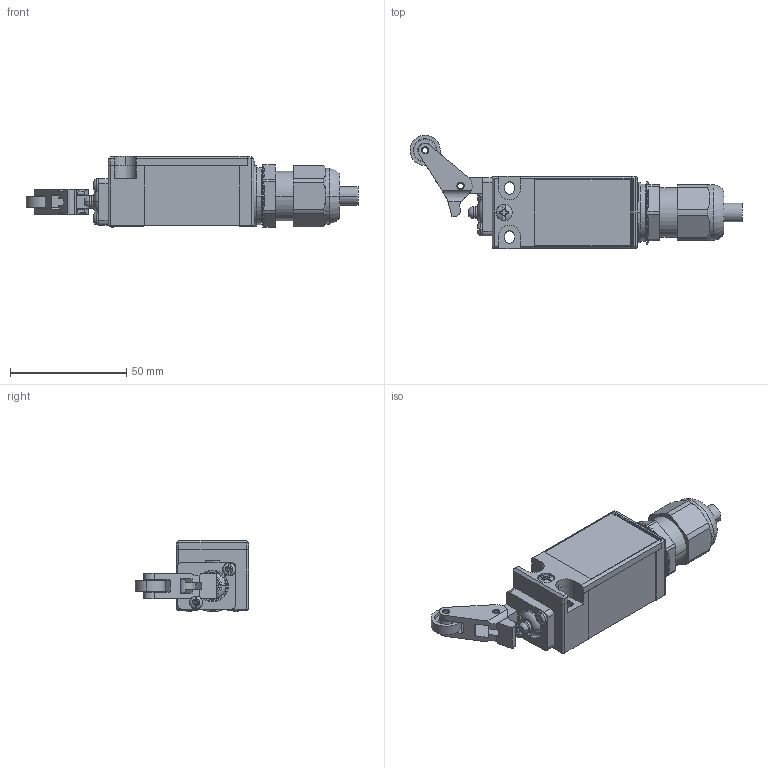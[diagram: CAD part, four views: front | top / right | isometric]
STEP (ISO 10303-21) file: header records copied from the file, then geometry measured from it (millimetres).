
FILE_DESCRIPTION (( 'STEP AP203' ), '1' );
FILE_NAME ('8060-1-_-WR-ap203.STEP', '2013-06-13T07:28:59', ( 'Admin' ), ( 'R. STAHL AG' ), 'SwSTEP 2.0', 'SolidWorks 2013', '' );
FILE_SCHEMA (( 'CONFIG_CONTROL_DESIGN' ));
Length unit declared in the file: millimetre
Products named in the file (24): 371_665_0_Hebel; 80_609_01_95_0_montiert in 80_600_06_76_0; 8060-1-_-WR-ap203; 80_609_04_04_0_3d export; 502_786_0; 81_610_77_01_0_Stutzen_Vereinfacht; 506_831_0; 371_665_0_Rad; 81_610_77_01_0_Dichtung; 80_609_02_10_0; 81_610_77_01_0_Hutmutter_Vereinfacht; 80_609_01_90_0; 80_609_07_26_0; Anschlussgewindedichtung_M20; 371_665_0; 506_534_0; Staubschutzkappe_M20; 80_609_01_15_0; 80_709_01_87_0_Eingebaut in 8060; 81_610_77_01_0_Vereinfacht; 371_647_0_Eingebaut mit Rahmen 8060; 80_609_01_05_0_3d export; spring pin slotted_ld_din_Spring Pin ISO 13337 - 3 x 10 - St
Assembly tree (25 placements, depth 3):
  8060-1-_-WR-ap203
    80_609_04_04_0_3d export
    81_610_77_01_0_Vereinfacht
      81_610_77_01_0_Stutzen_Vereinfacht
      81_610_77_01_0_Dichtung
      81_610_77_01_0_Hutmutter_Vereinfacht
      Anschlussgewindedichtung_M20
      Staubschutzkappe_M20
    80_609_01_05_0_3d export
    80_609_01_95_0_montiert in 80_600_06_76_0
    502_786_0
    506_831_0
    80_609_02_10_0
    80_609_07_26_0
    506_534_0
    80_709_01_87_0_Eingebaut in 8060
    371_665_0
      371_665_0
      371_665_0_Hebel
      371_665_0_Rad
      80_609_01_90_0  x2
    80_609_01_15_0
    371_647_0_Eingebaut mit Rahmen 8060
    spring pin slotted_ld_din_Spring Pin ISO 13337 - 3 x 10 - St  x2
Bounding box: 142.54 x 48.69 x 30.5 mm (x, y, z)
Volume: 44400.9 mm3; surface area: 40830.1 mm2
Topology: 25 solids, 27 shells, 1683 faces, 4349 edges, 2778 vertices
Faces by surface type: plane 926, cylinder 330, bspline 179, cone 127, torus 102, sphere 19
Entity records: 60912 total; most frequent: CARTESIAN_POINT 19895, ORIENTED_EDGE 8274, DIRECTION 7519, EDGE_CURVE 4137, VERTEX_POINT 2660, VECTOR 2585, LINE 2585, AXIS2_PLACEMENT_3D 2467
